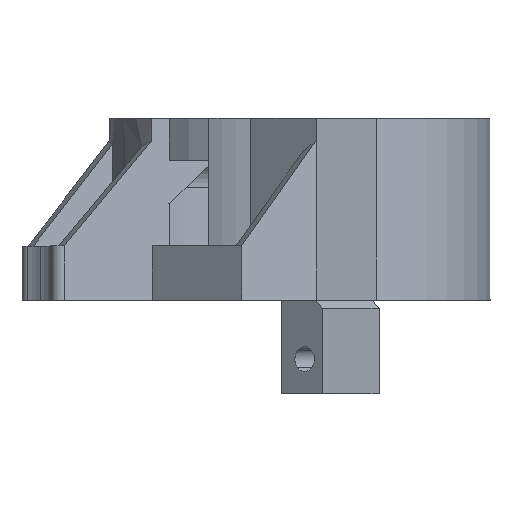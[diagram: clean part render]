
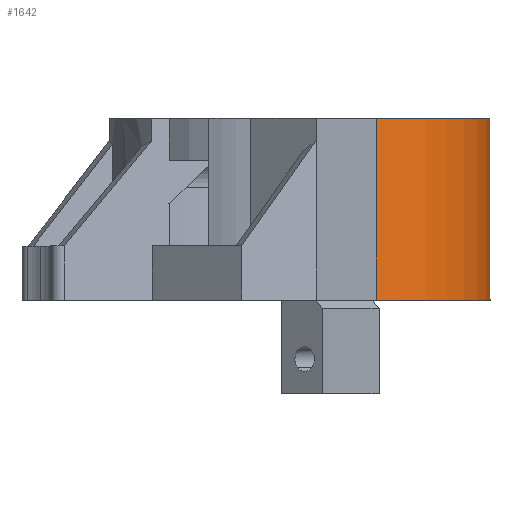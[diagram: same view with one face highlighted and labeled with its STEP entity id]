
A CAD part, top view. The second image highlights one B-rep face of the part: STEP entity #1642.
In plain terms, the highlighted cylindrical face has radius 21.969 mm (diameter 43.938 mm), a partial arc.
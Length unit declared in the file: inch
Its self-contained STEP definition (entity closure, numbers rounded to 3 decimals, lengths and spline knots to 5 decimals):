
#122=FACE_OUTER_BOUND('',#216,.T.);
#216=EDGE_LOOP('',(#1255,#1256,#1257,#1258));
#308=LINE('',#2804,#436);
#324=LINE('',#2850,#452);
#436=VECTOR('',#2066,0.3937);
#452=VECTOR('',#2112,0.3937);
#553=CIRCLE('',#1728,0.86491);
#599=CIRCLE('',#1800,0.86491);
#686=VERTEX_POINT('',#2613);
#687=VERTEX_POINT('',#2615);
#723=VERTEX_POINT('',#2803);
#738=VERTEX_POINT('',#2849);
#853=EDGE_CURVE('',#686,#687,#553,.T.);
#911=EDGE_CURVE('',#687,#723,#308,.T.);
#934=EDGE_CURVE('',#738,#686,#324,.T.);
#935=EDGE_CURVE('',#723,#738,#599,.T.);
#1255=ORIENTED_EDGE('',*,*,#934,.F.);
#1256=ORIENTED_EDGE('',*,*,#935,.F.);
#1257=ORIENTED_EDGE('',*,*,#911,.F.);
#1258=ORIENTED_EDGE('',*,*,#853,.F.);
#1591=CYLINDRICAL_SURFACE('',#1799,0.86491);
#1642=ADVANCED_FACE('',(#122),#1591,.T.);
#1728=AXIS2_PLACEMENT_3D('',#2616,#1939,#1940);
#1799=AXIS2_PLACEMENT_3D('',#2848,#2110,#2111);
#1800=AXIS2_PLACEMENT_3D('',#2851,#2113,#2114);
#1939=DIRECTION('center_axis',(0.,-1.,0.));
#1940=DIRECTION('ref_axis',(-0.67,0.,-0.743));
#2066=DIRECTION('',(0.,1.,0.));
#2110=DIRECTION('center_axis',(0.,1.,0.));
#2111=DIRECTION('ref_axis',(1.,0.,0.));
#2112=DIRECTION('',(0.,-1.,0.));
#2113=DIRECTION('center_axis',(0.,1.,0.));
#2114=DIRECTION('ref_axis',(1.,0.,0.));
#2613=CARTESIAN_POINT('',(2.48199,1.26626,-0.71311));
#2615=CARTESIAN_POINT('',(3.34651,1.26626,0.74572));
#2616=CARTESIAN_POINT('Origin',(3.06121,1.26626,-0.07078));
#2803=CARTESIAN_POINT('',(3.34651,2.19026,0.74572));
#2804=CARTESIAN_POINT('',(3.34651,1.97726,0.74572));
#2848=CARTESIAN_POINT('Origin',(3.06121,1.97726,-0.07078));
#2849=CARTESIAN_POINT('',(2.48199,2.19026,-0.71311));
#2850=CARTESIAN_POINT('',(2.48199,1.97726,-0.71311));
#2851=CARTESIAN_POINT('Origin',(3.06121,2.19026,-0.07078));
